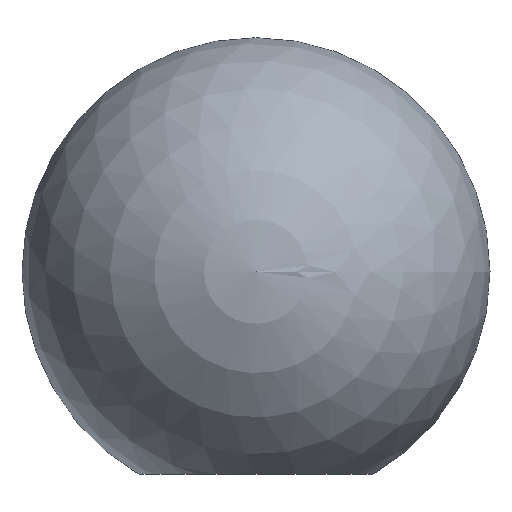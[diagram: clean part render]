
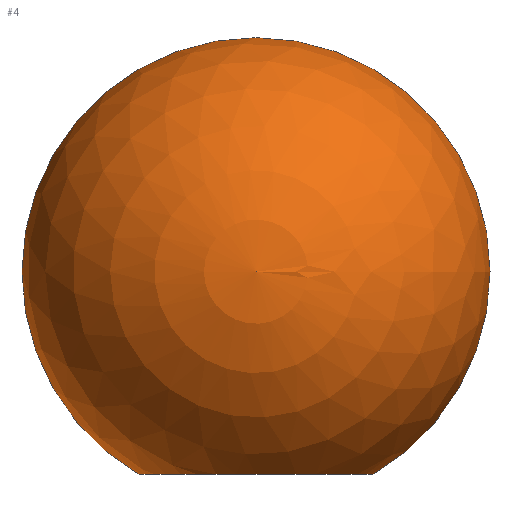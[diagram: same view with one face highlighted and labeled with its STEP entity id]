
A CAD part, front view. The second image highlights one B-rep face of the part: STEP entity #4.
In plain terms, the highlighted spherical face has radius 10 mm.
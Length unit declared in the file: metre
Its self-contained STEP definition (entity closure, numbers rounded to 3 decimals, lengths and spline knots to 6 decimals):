
#4 = ADVANCED_FACE ( 'NONE', ( #90 ), #169, .T. ) ;
#8 = VERTEX_POINT ( 'NONE', #196 ) ;
#13 = DIRECTION ( 'NONE',  ( 0., 0., 1. ) ) ;
#20 = CIRCLE ( 'NONE', #173, 0.01 ) ;
#38 = ORIENTED_EDGE ( 'NONE', *, *, #111, .T. ) ;
#45 = EDGE_LOOP ( 'NONE', ( #128, #38, #152 ) ) ;
#46 = DIRECTION ( 'NONE',  ( -1., 0., 0. ) ) ;
#60 = CARTESIAN_POINT ( 'NONE',  ( 0., -0.035, 0.075 ) ) ;
#73 = DIRECTION ( 'NONE',  ( 0., 1., 0. ) ) ;
#78 = DIRECTION ( 'NONE',  ( 0., -1., 0. ) ) ;
#90 = FACE_OUTER_BOUND ( 'NONE', #45, .T. ) ;
#95 = AXIS2_PLACEMENT_3D ( 'NONE', #201, #78, #121 ) ;
#96 = VERTEX_POINT ( 'NONE', #136 ) ;
#98 = AXIS2_PLACEMENT_3D ( 'NONE', #60, #73, #182 ) ;
#107 = DIRECTION ( 'NONE',  ( 0., 1., 0. ) ) ;
#109 = CARTESIAN_POINT ( 'NONE',  ( 0., -0.035, 0.06634 ) ) ;
#111 = EDGE_CURVE ( 'NONE', #120, #8, #195, .T. ) ;
#120 = VERTEX_POINT ( 'NONE', #200 ) ;
#121 = DIRECTION ( 'NONE',  ( 0., 0., -1. ) ) ;
#123 = CARTESIAN_POINT ( 'NONE',  ( 0., -0.035, 0.075 ) ) ;
#128 = ORIENTED_EDGE ( 'NONE', *, *, #159, .F. ) ;
#136 = CARTESIAN_POINT ( 'NONE',  ( 0., -0.035, 0.085 ) ) ;
#137 = EDGE_CURVE ( 'NONE', #8, #96, #162, .T. ) ;
#152 = ORIENTED_EDGE ( 'NONE', *, *, #137, .T. ) ;
#155 = AXIS2_PLACEMENT_3D ( 'NONE', #109, #13, #171 ) ;
#159 = EDGE_CURVE ( 'NONE', #120, #96, #20, .T. ) ;
#162 = CIRCLE ( 'NONE', #95, 0.01 ) ;
#169 = SPHERICAL_SURFACE ( 'NONE', #98, 0.01 ) ;
#171 = DIRECTION ( 'NONE',  ( 1., 0., 0. ) ) ;
#173 = AXIS2_PLACEMENT_3D ( 'NONE', #123, #107, #46 ) ;
#182 = DIRECTION ( 'NONE',  ( 1., 0., 0. ) ) ;
#195 = CIRCLE ( 'NONE', #155, 0.005 ) ;
#196 = CARTESIAN_POINT ( 'NONE',  ( 0.005, -0.035, 0.06634 ) ) ;
#200 = CARTESIAN_POINT ( 'NONE',  ( -0.005, -0.035, 0.06634 ) ) ;
#201 = CARTESIAN_POINT ( 'NONE',  ( 0., -0.035, 0.075 ) ) ;
